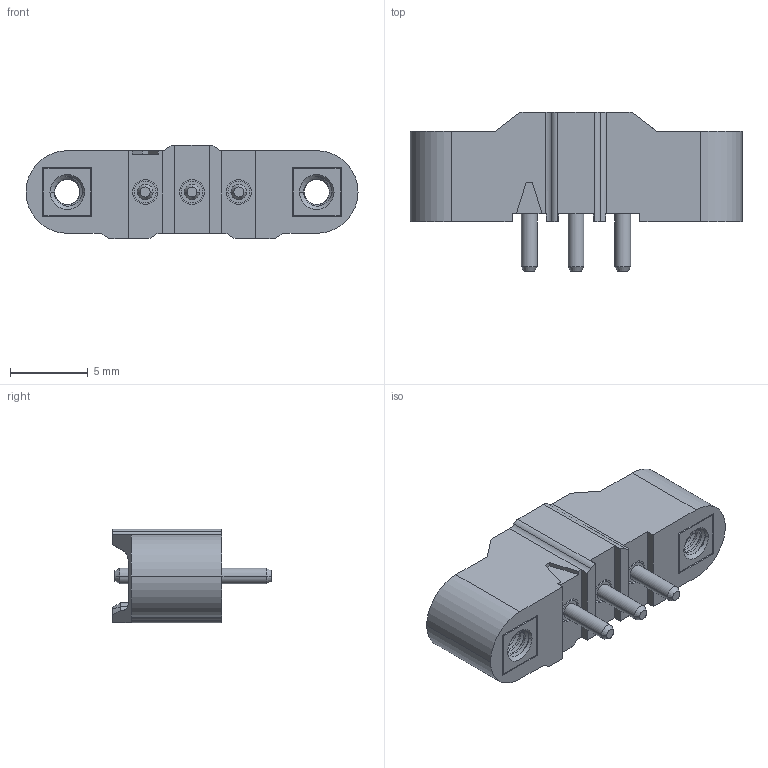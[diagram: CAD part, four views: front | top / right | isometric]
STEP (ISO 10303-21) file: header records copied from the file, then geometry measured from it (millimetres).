
FILE_DESCRIPTION(('STEP AP242'),'1');
FILE_NAME('m300-mv10345m1.stp','2025-01-15T23:58:01',('TraceParts'),('TraceParts S.A.'),'Spatial InterOp 3D',' ',' ');
FILE_SCHEMA(('AP242_MANAGED_MODEL_BASED_3D_ENGINEERING_MIM_LF {1 0 10303 442 1 1 4}'));
Length unit declared in the file: millimetre
Products named in the file (1): m300-mv10345m1_1
Bounding box: 21.3 x 10.2 x 6 mm (x, y, z)
Volume: 484.6 mm3; surface area: 1042.3 mm2
Topology: 6 solids, 6 shells, 903 faces, 2342 edges, 1384 vertices
Faces by surface type: cylinder 314, bspline 216, torus 108, plane 105, sphere 96, cone 64
Entity records: 55136 total; most frequent: CARTESIAN_POINT 24792, ORIENTED_EDGE 4516, DIRECTION 3245, EDGE_CURVE 2258, STYLED_ITEM 2240, PRESENTATION_STYLE_ASSIGNMENT 2240, COLOUR_RGB 2240, CURVE_STYLE 2234
